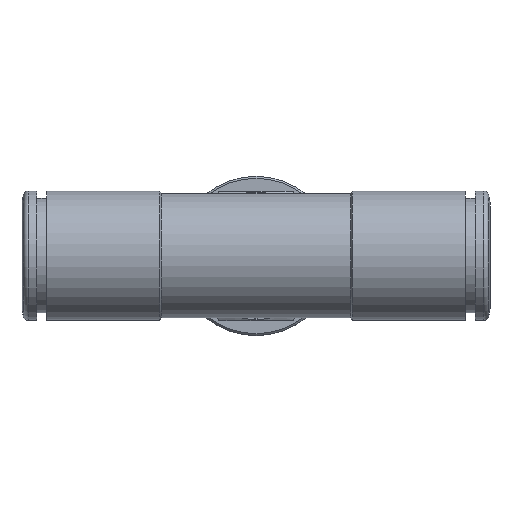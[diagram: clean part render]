
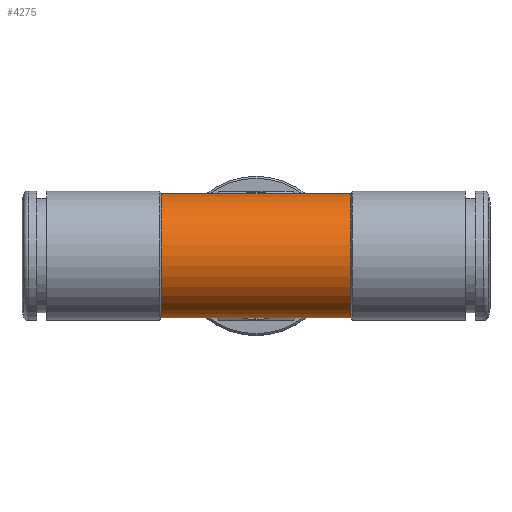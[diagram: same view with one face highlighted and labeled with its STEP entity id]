
A CAD part, top view. The second image highlights one B-rep face of the part: STEP entity #4275.
In plain terms, the highlighted cylindrical face has radius 6.25 mm (diameter 12.5 mm), a full revolution.
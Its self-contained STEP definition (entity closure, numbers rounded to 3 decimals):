
#11=ELLIPSE('',#4163,8.839,6.25);
#12=ELLIPSE('',#4164,8.839,6.25);
#694=CYLINDRICAL_SURFACE('',#4161,6.25);
#886=ORIENTED_EDGE('',*,*,#1189,.F.);
#887=ORIENTED_EDGE('',*,*,#1190,.T.);
#888=ORIENTED_EDGE('',*,*,#1191,.F.);
#889=ORIENTED_EDGE('',*,*,#1192,.F.);
#995=CIRCLE('',#4160,6.25);
#996=CIRCLE('',#4162,6.25);
#1087=VERTEX_POINT('',#3345);
#1088=VERTEX_POINT('',#3348);
#1089=VERTEX_POINT('',#3350);
#1090=VERTEX_POINT('',#3351);
#1189=EDGE_CURVE('',#1087,#1087,#995,.T.);
#1190=EDGE_CURVE('',#1088,#1088,#996,.T.);
#1191=EDGE_CURVE('',#1089,#1090,#11,.T.);
#1192=EDGE_CURVE('',#1090,#1089,#12,.T.);
#1338=EDGE_LOOP('',(#886));
#1339=EDGE_LOOP('',(#887));
#1340=EDGE_LOOP('',(#888,#889));
#1502=FACE_BOUND('',#1338,.T.);
#1503=FACE_BOUND('',#1339,.T.);
#1504=FACE_BOUND('',#1340,.T.);
#2425=DIRECTION('',(1.,0.,0.));
#2426=DIRECTION('',(0.,6.25,0.));
#2427=DIRECTION('',(-1.,0.,0.));
#2428=DIRECTION('',(0.,1.,0.));
#2429=DIRECTION('',(1.,0.,0.));
#2430=DIRECTION('',(0.,6.25,0.));
#2431=DIRECTION('',(-0.707,-0.707,0.));
#2432=DIRECTION('',(0.707,-0.707,0.));
#2433=DIRECTION('',(0.707,-0.707,0.));
#2434=DIRECTION('',(-0.707,-0.707,0.));
#3345=CARTESIAN_POINT('',(41.145,27.855,0.));
#3346=CARTESIAN_POINT('',(41.145,21.605,0.));
#3347=CARTESIAN_POINT('',(41.145,21.605,0.));
#3348=CARTESIAN_POINT('',(22.145,27.855,0.));
#3349=CARTESIAN_POINT('',(22.145,21.605,0.));
#3350=CARTESIAN_POINT('',(31.645,21.605,-6.25));
#3351=CARTESIAN_POINT('',(31.645,21.605,6.25));
#3352=CARTESIAN_POINT('',(31.645,21.605,0.));
#3353=CARTESIAN_POINT('',(31.645,21.605,0.));
#4160=AXIS2_PLACEMENT_3D('',#3346,#2425,#2426);
#4161=AXIS2_PLACEMENT_3D('',#3347,#2427,#2428);
#4162=AXIS2_PLACEMENT_3D('',#3349,#2429,#2430);
#4163=AXIS2_PLACEMENT_3D('',#3352,#2431,#2432);
#4164=AXIS2_PLACEMENT_3D('',#3353,#2433,#2434);
#4275=ADVANCED_FACE('',(#1502,#1503,#1504),#694,.T.);
